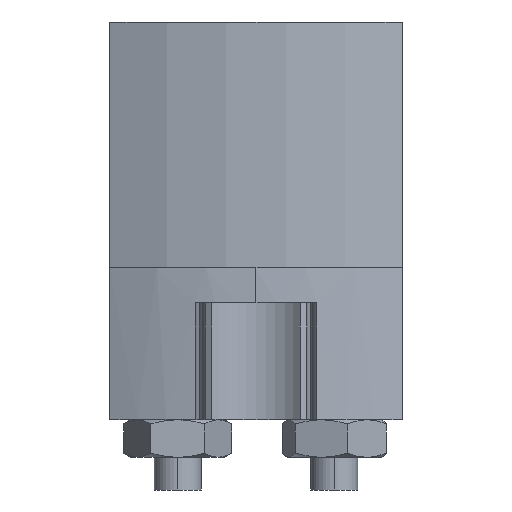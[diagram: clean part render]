
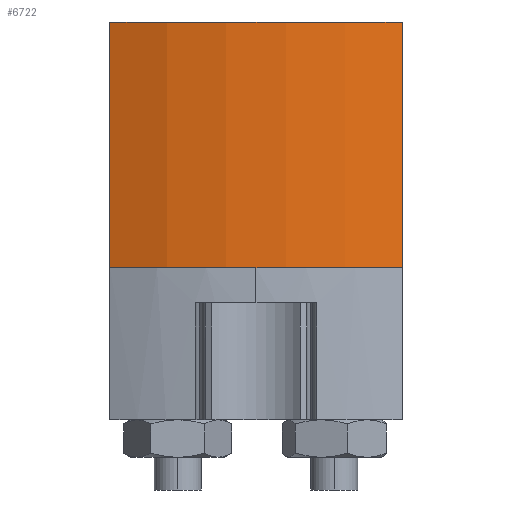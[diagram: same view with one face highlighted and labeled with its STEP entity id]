
A CAD part, left-side view. The second image highlights one B-rep face of the part: STEP entity #6722.
In plain terms, the highlighted cylindrical face has radius 15.5 mm (diameter 31 mm), a partial arc.
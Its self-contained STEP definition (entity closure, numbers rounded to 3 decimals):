
#612 = CARTESIAN_POINT ( 'NONE',  ( 0., 0., -10.5 ) ) ;
#628 = CARTESIAN_POINT ( 'NONE',  ( 0., 0., -10.5 ) ) ;
#716 = AXIS2_PLACEMENT_3D ( 'NONE', #7574, #6598, #5942 ) ;
#772 = CARTESIAN_POINT ( 'NONE',  ( -14.184, 6.25, 0. ) ) ;
#1141 = AXIS2_PLACEMENT_3D ( 'NONE', #612, #4843, #1238 ) ;
#1144 = LINE ( 'NONE', #5382, #6004 ) ;
#1238 = DIRECTION ( 'NONE',  ( 1., 0., 0. ) ) ;
#1713 = EDGE_CURVE ( 'NONE', #3535, #4524, #1144, .T. ) ;
#1991 = EDGE_LOOP ( 'NONE', ( #5762, #2169, #2772, #2569 ) ) ;
#2169 = ORIENTED_EDGE ( 'NONE', *, *, #1713, .F. ) ;
#2393 = DIRECTION ( 'NONE',  ( 0., 0., 1. ) ) ;
#2546 = CYLINDRICAL_SURFACE ( 'NONE', #3456, 15.5 ) ;
#2569 = ORIENTED_EDGE ( 'NONE', *, *, #4411, .T. ) ;
#2663 = LINE ( 'NONE', #4930, #5930 ) ;
#2772 = ORIENTED_EDGE ( 'NONE', *, *, #4939, .T. ) ;
#2901 = EDGE_CURVE ( 'NONE', #4524, #3191, #4498, .T. ) ;
#3138 = DIRECTION ( 'NONE',  ( 0., 0., 1. ) ) ;
#3191 = VERTEX_POINT ( 'NONE', #6765 ) ;
#3456 = AXIS2_PLACEMENT_3D ( 'NONE', #628, #4898, #4357 ) ;
#3535 = VERTEX_POINT ( 'NONE', #4148 ) ;
#4148 = CARTESIAN_POINT ( 'NONE',  ( -14.184, 6.25, -10.5 ) ) ;
#4357 = DIRECTION ( 'NONE',  ( 1., 0., 0. ) ) ;
#4411 = EDGE_CURVE ( 'NONE', #6379, #3191, #2663, .T. ) ;
#4498 = CIRCLE ( 'NONE', #716, 15.5 ) ;
#4524 = VERTEX_POINT ( 'NONE', #772 ) ;
#4843 = DIRECTION ( 'NONE',  ( 0., 0., 1. ) ) ;
#4898 = DIRECTION ( 'NONE',  ( 0., 0., 1. ) ) ;
#4930 = CARTESIAN_POINT ( 'NONE',  ( -14.184, -6.25, -10.5 ) ) ;
#4939 = EDGE_CURVE ( 'NONE', #3535, #6379, #5920, .T. ) ;
#5382 = CARTESIAN_POINT ( 'NONE',  ( -14.184, 6.25, -10.5 ) ) ;
#5762 = ORIENTED_EDGE ( 'NONE', *, *, #2901, .F. ) ;
#5920 = CIRCLE ( 'NONE', #1141, 15.5 ) ;
#5930 = VECTOR ( 'NONE', #3138, 1000. ) ;
#5942 = DIRECTION ( 'NONE',  ( 1., 0., 0. ) ) ;
#6004 = VECTOR ( 'NONE', #2393, 1000. ) ;
#6379 = VERTEX_POINT ( 'NONE', #6902 ) ;
#6598 = DIRECTION ( 'NONE',  ( 0., 0., 1. ) ) ;
#6722 = ADVANCED_FACE ( 'NONE', ( #6929 ), #2546, .T. ) ;
#6765 = CARTESIAN_POINT ( 'NONE',  ( -14.184, -6.25, 0. ) ) ;
#6902 = CARTESIAN_POINT ( 'NONE',  ( -14.184, -6.25, -10.5 ) ) ;
#6929 = FACE_OUTER_BOUND ( 'NONE', #1991, .T. ) ;
#7574 = CARTESIAN_POINT ( 'NONE',  ( 0., 0., 0. ) ) ;
